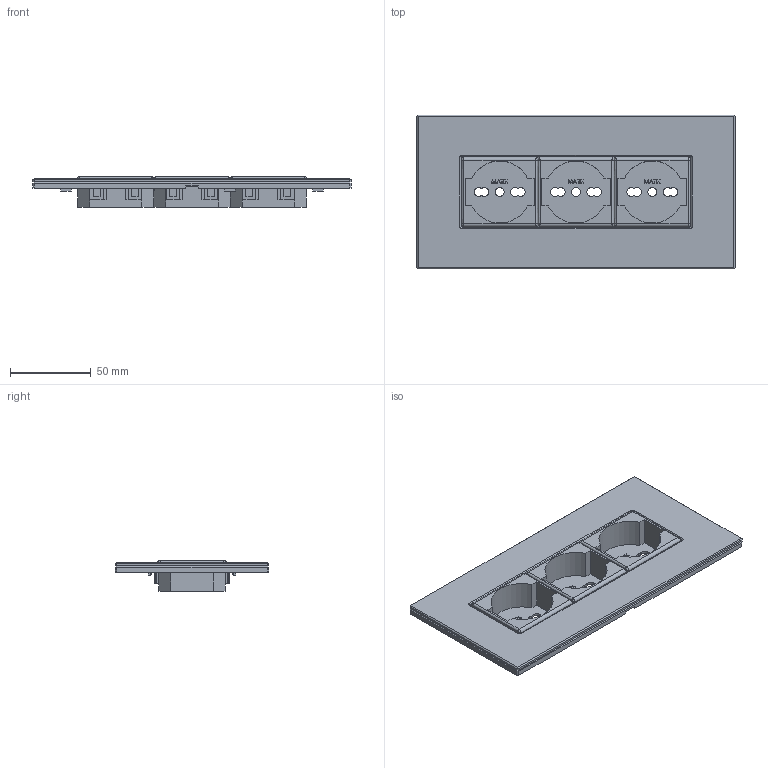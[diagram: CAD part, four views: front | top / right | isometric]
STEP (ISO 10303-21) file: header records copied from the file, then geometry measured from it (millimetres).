
FILE_DESCRIPTION (( 'STEP AP214' ), '1' );
FILE_NAME ('MATIX+KALOS-Six Way-20210125.STEP', '2021-01-26T01:18:44', ( 'ylmfeng' ), ( 'ylmfeng.com' ), 'SwSTEP 2.0', 'SolidWorks 2016', '' );
FILE_SCHEMA (( 'AUTOMOTIVE_DESIGN' ));
Length unit declared in the file: millimetre
Products named in the file (4): 4BOX-module-MATIX-20190704; Vitrum鞠弇晚遺傍啣-MATIX-20200929; Vitrum鞠弇產薛晚遺-MATIX-20200929; MATIX+KALOS-Six Way-20210125
Assembly tree (5 placements, depth 2):
  MATIX+KALOS-Six Way-20210125
    Vitrum鞠弇產薛晚遺-MATIX-20200929
    Vitrum鞠弇晚遺傍啣-MATIX-20200929
    4BOX-module-MATIX-20190704  x3
Bounding box: 197 x 95 x 19 mm (x, y, z)
Volume: 85081.9 mm3; surface area: 85392.2 mm2
Topology: 5 solids, 5 shells, 1589 faces, 4172 edges, 2716 vertices
Faces by surface type: plane 1160, bspline 309, cylinder 96, torus 20, cone 4
Entity records: 52232 total; most frequent: CARTESIAN_POINT 24502, ORIENTED_EDGE 6216, DIRECTION 4400, EDGE_CURVE 3108, VECTOR 2252, LINE 2252, VERTEX_POINT 2020, EDGE_LOOP 1322
